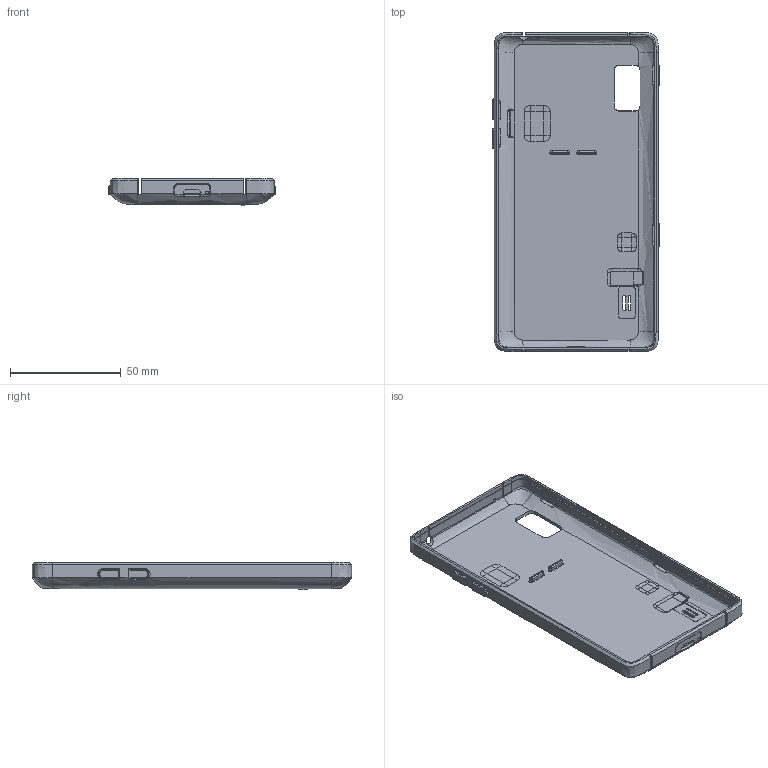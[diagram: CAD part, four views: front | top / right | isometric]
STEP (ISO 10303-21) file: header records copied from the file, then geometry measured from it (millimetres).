
FILE_DESCRIPTION(('CATIA V5 STEP Exchange'),'2;1');
FILE_NAME('FP2 SLS Print.stp','2017-05-11T12:04:53+00:00',('none'),('none'),'CATIA Version 5 Release 20 GA (IN-10)','CATIA V5 STEP AP214','none');
FILE_SCHEMA(('AUTOMOTIVE_DESIGN { 1 0 10303 214 1 1 1 1 }'));
Length unit declared in the file: millimetre
Products named in the file (1): Rapid Prototype
Bounding box: 74.95 x 143.8 x 12.3 mm (x, y, z)
Volume: 19199.9 mm3; surface area: 28143.8 mm2
Topology: 1 solids, 1 shells, 436 faces, 1206 edges, 760 vertices
Faces by surface type: plane 160, cylinder 135, bspline 99, torus 18, extrusion 12, cone 8, sphere 4
Entity records: 23195 total; most frequent: CARTESIAN_POINT 13541, ORIENTED_EDGE 2396, DIRECTION 1309, EDGE_CURVE 1198, VERTEX_POINT 760, VECTOR 546, LINE 534, AXIS2_PLACEMENT_3D 504
